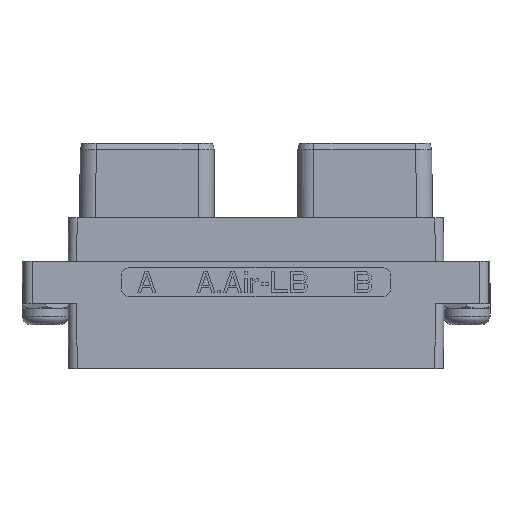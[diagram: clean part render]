
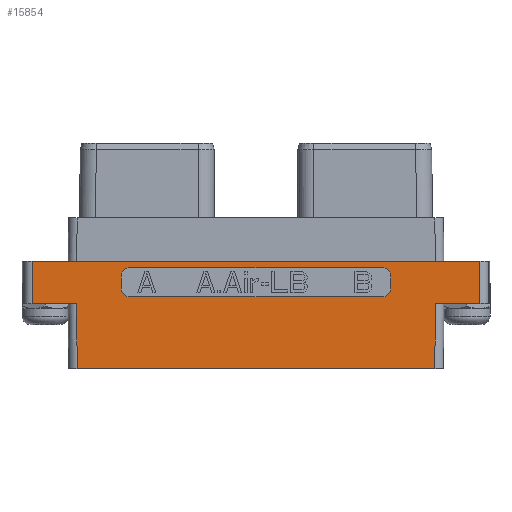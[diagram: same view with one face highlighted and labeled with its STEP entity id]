
A CAD part, top view. The second image highlights one B-rep face of the part: STEP entity #15854.
In plain terms, the highlighted planar face has unit normal (0, 0, 1).
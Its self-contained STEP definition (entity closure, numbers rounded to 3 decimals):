
#985=DIRECTION('',(-1.,0.,0.));
#986=VECTOR('',#985,53.065);
#987=CARTESIAN_POINT('',(26.532,-5.33,7.965));
#988=LINE('',#987,#986);
#1071=DIRECTION('',(0.,1.,0.));
#1072=VECTOR('',#1071,4.99);
#1073=CARTESIAN_POINT('',(26.532,-10.32,7.965));
#1074=LINE('',#1073,#1072);
#1089=CARTESIAN_POINT('',(-15.,-7.055,7.965));
#1090=DIRECTION('',(0.,0.,1.));
#1091=DIRECTION('',(0.,1.,0.));
#1092=AXIS2_PLACEMENT_3D('',#1089,#1090,#1091);
#1094=DIRECTION('',(0.,-1.,0.));
#1095=VECTOR('',#1094,1.5);
#1096=CARTESIAN_POINT('',(-15.985,-7.055,7.965));
#1097=LINE('',#1096,#1095);
#1098=CARTESIAN_POINT('',(-15.,-8.555,7.965));
#1099=DIRECTION('',(0.,0.,1.));
#1100=DIRECTION('',(-1.,0.,0.));
#1101=AXIS2_PLACEMENT_3D('',#1098,#1099,#1100);
#1103=DIRECTION('',(1.,0.,0.));
#1104=VECTOR('',#1103,30.);
#1105=CARTESIAN_POINT('',(-15.,-9.54,7.965));
#1106=LINE('',#1105,#1104);
#1107=CARTESIAN_POINT('',(15.,-8.555,7.965));
#1108=DIRECTION('',(0.,0.,1.));
#1109=DIRECTION('',(0.,-1.,0.));
#1110=AXIS2_PLACEMENT_3D('',#1107,#1108,#1109);
#1112=DIRECTION('',(0.,1.,0.));
#1113=VECTOR('',#1112,1.5);
#1114=CARTESIAN_POINT('',(15.985,-8.555,7.965));
#1115=LINE('',#1114,#1113);
#1116=CARTESIAN_POINT('',(15.,-7.055,7.965));
#1117=DIRECTION('',(0.,0.,1.));
#1118=DIRECTION('',(1.,0.,0.));
#1119=AXIS2_PLACEMENT_3D('',#1116,#1117,#1118);
#1121=DIRECTION('',(-1.,0.,0.));
#1122=VECTOR('',#1121,30.);
#1123=CARTESIAN_POINT('',(15.,-6.07,7.965));
#1124=LINE('',#1123,#1122);
#1170=DIRECTION('',(1.,0.,0.));
#1171=VECTOR('',#1170,5.273);
#1172=CARTESIAN_POINT('',(21.26,-10.32,7.965));
#1173=LINE('',#1172,#1171);
#1829=DIRECTION('',(0.,-1.,0.));
#1830=VECTOR('',#1829,4.99);
#1831=CARTESIAN_POINT('',(-26.532,-5.33,7.965));
#1832=LINE('',#1831,#1830);
#1875=DIRECTION('',(1.,0.,0.));
#1876=VECTOR('',#1875,5.273);
#1877=CARTESIAN_POINT('',(-26.532,-10.32,7.965));
#1878=LINE('',#1877,#1876);
#3268=CARTESIAN_POINT('',(-21.26,-10.32,7.965));
#3270=DIRECTION('',(0.006,-1.,0.));
#3271=VECTOR('',#3270,7.7);
#3272=CARTESIAN_POINT('',(-21.26,-10.32,7.965));
#3273=LINE('',#3272,#3271);
#3317=DIRECTION('',(1.,0.,0.));
#3318=VECTOR('',#3317,42.42);
#3319=CARTESIAN_POINT('',(-21.21,-18.02,7.965));
#3320=LINE('',#3319,#3318);
#3428=DIRECTION('',(0.006,1.,0.));
#3429=VECTOR('',#3428,7.7);
#3430=CARTESIAN_POINT('',(21.21,-18.02,7.965));
#3431=LINE('',#3430,#3429);
#13124=VERTEX_POINT('',#3268);
#14486=CARTESIAN_POINT('',(21.21,-18.02,7.965));
#14487=CARTESIAN_POINT('',(21.26,-10.32,7.965));
#14488=VERTEX_POINT('',#14486);
#14489=VERTEX_POINT('',#14487);
#14501=CARTESIAN_POINT('',(-21.21,-18.02,7.965));
#14502=VERTEX_POINT('',#14501);
#14512=CARTESIAN_POINT('',(26.532,-10.32,7.965));
#14513=CARTESIAN_POINT('',(26.532,-5.33,7.965));
#14514=VERTEX_POINT('',#14512);
#14515=VERTEX_POINT('',#14513);
#14528=CARTESIAN_POINT('',(-26.532,-5.33,7.965));
#14529=CARTESIAN_POINT('',(-26.532,-10.32,7.965));
#14530=VERTEX_POINT('',#14528);
#14531=VERTEX_POINT('',#14529);
#14994=CARTESIAN_POINT('',(-15.,-6.07,7.965));
#14995=CARTESIAN_POINT('',(-15.985,-7.055,7.965));
#14996=VERTEX_POINT('',#14994);
#14997=VERTEX_POINT('',#14995);
#14998=CARTESIAN_POINT('',(-15.985,-8.555,7.965));
#14999=VERTEX_POINT('',#14998);
#15000=CARTESIAN_POINT('',(-15.,-9.54,7.965));
#15001=VERTEX_POINT('',#15000);
#15002=CARTESIAN_POINT('',(15.,-9.54,7.965));
#15003=VERTEX_POINT('',#15002);
#15004=CARTESIAN_POINT('',(15.985,-8.555,7.965));
#15005=VERTEX_POINT('',#15004);
#15006=CARTESIAN_POINT('',(15.985,-7.055,7.965));
#15007=VERTEX_POINT('',#15006);
#15008=CARTESIAN_POINT('',(15.,-6.07,7.965));
#15009=VERTEX_POINT('',#15008);
#15815=CARTESIAN_POINT('',(-27.69,-5.345,7.965));
#15816=DIRECTION('',(0.,0.,1.));
#15817=DIRECTION('',(1.,0.,0.));
#15818=AXIS2_PLACEMENT_3D('',#15815,#15816,#15817);
#15819=PLANE('',#15818);
#15821=ORIENTED_EDGE('',*,*,#15820,.F.);
#15823=ORIENTED_EDGE('',*,*,#15822,.F.);
#15825=ORIENTED_EDGE('',*,*,#15824,.F.);
#15827=ORIENTED_EDGE('',*,*,#15826,.F.);
#15829=ORIENTED_EDGE('',*,*,#15828,.F.);
#15831=ORIENTED_EDGE('',*,*,#15830,.F.);
#15832=ORIENTED_EDGE('',*,*,#15738,.F.);
#15833=ORIENTED_EDGE('',*,*,#15805,.F.);
#15834=EDGE_LOOP('',(#15821,#15823,#15825,#15827,#15829,#15831,#15832,#15833));
#15835=FACE_OUTER_BOUND('',#15834,.F.);
#15837=ORIENTED_EDGE('',*,*,#15836,.T.);
#15839=ORIENTED_EDGE('',*,*,#15838,.T.);
#15841=ORIENTED_EDGE('',*,*,#15840,.T.);
#15843=ORIENTED_EDGE('',*,*,#15842,.T.);
#15845=ORIENTED_EDGE('',*,*,#15844,.T.);
#15847=ORIENTED_EDGE('',*,*,#15846,.T.);
#15849=ORIENTED_EDGE('',*,*,#15848,.T.);
#15851=ORIENTED_EDGE('',*,*,#15850,.T.);
#15852=EDGE_LOOP('',(#15837,#15839,#15841,#15843,#15845,#15847,#15849,#15851));
#15853=FACE_BOUND('',#15852,.F.);
#15854=ADVANCED_FACE('',(#15835,#15853),#15819,.T.);
#1093=CIRCLE('',#1092,0.985);
#1102=CIRCLE('',#1101,0.985);
#1111=CIRCLE('',#1110,0.985);
#1120=CIRCLE('',#1119,0.985);
#15738=EDGE_CURVE('',#14515,#14530,#988,.T.);
#15805=EDGE_CURVE('',#14514,#14515,#1074,.T.);
#15820=EDGE_CURVE('',#14489,#14514,#1173,.T.);
#15822=EDGE_CURVE('',#14488,#14489,#3431,.T.);
#15824=EDGE_CURVE('',#14502,#14488,#3320,.T.);
#15826=EDGE_CURVE('',#13124,#14502,#3273,.T.);
#15828=EDGE_CURVE('',#14531,#13124,#1878,.T.);
#15830=EDGE_CURVE('',#14530,#14531,#1832,.T.);
#15836=EDGE_CURVE('',#14996,#14997,#1093,.T.);
#15838=EDGE_CURVE('',#14997,#14999,#1097,.T.);
#15840=EDGE_CURVE('',#14999,#15001,#1102,.T.);
#15842=EDGE_CURVE('',#15001,#15003,#1106,.T.);
#15844=EDGE_CURVE('',#15003,#15005,#1111,.T.);
#15846=EDGE_CURVE('',#15005,#15007,#1115,.T.);
#15848=EDGE_CURVE('',#15007,#15009,#1120,.T.);
#15850=EDGE_CURVE('',#15009,#14996,#1124,.T.);
